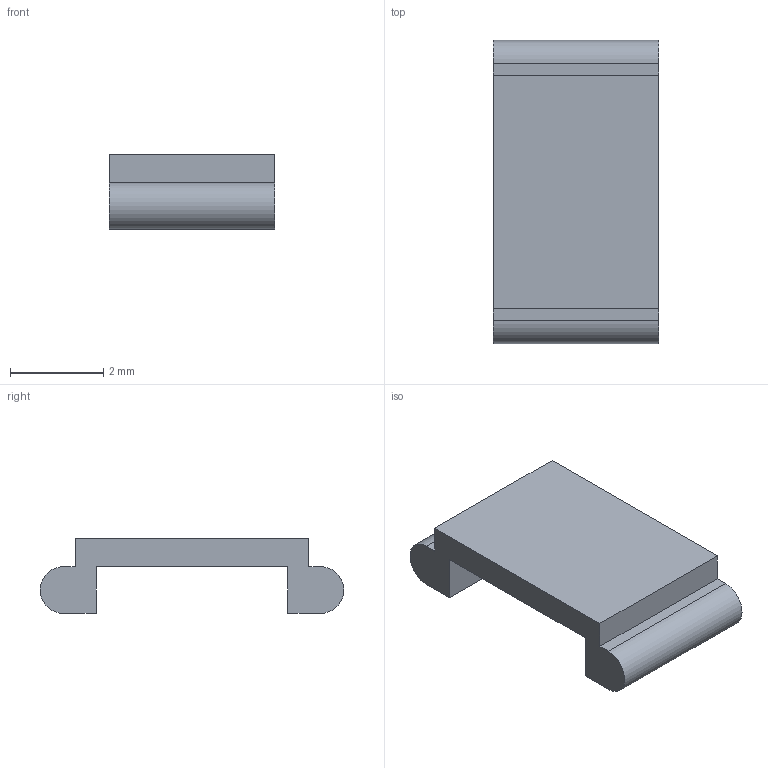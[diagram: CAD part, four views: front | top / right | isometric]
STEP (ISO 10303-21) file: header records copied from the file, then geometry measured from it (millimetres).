
FILE_DESCRIPTION(('Creo Elements/Direct Modeling STEP Export'),'2;1');
FILE_NAME('model.stp','2018-04-04T 8:53:51',(''),(''),'Creo Elements/Direct Modeling STEP processor for AP214 (Solid Model)','Creo Elements/Direct Modeling 18.1I 14-Aug-2016 (C) Parametric Technology GmbH','');
FILE_SCHEMA(('AUTOMOTIVE_DESIGN { 1 0 10303 214 1 1 1 1 }'));
Length unit declared in the file: millimetre
Products named in the file (2): ZBFM_4_WH_UNBEDRUCKT-select
Assembly tree (1 placements, depth 2):
  ZBFM_4_WH_UNBEDRUCKT-select
    ZBFM_4_WH_UNBEDRUCKT-select
Bounding box: 3.55 x 6.5 x 1.6 mm (x, y, z)
Volume: 18.4 mm3; surface area: 71.9 mm2
Topology: 1 solids, 1 shells, 14 faces, 36 edges, 24 vertices
Faces by surface type: plane 12, cylinder 2
Entity records: 581 total; most frequent: CARTESIAN_POINT 76, DIRECTION 72, ORIENTED_EDGE 72, EDGE_CURVE 36, VECTOR 32, LINE 32, VERTEX_POINT 24, AXIS2_PLACEMENT_3D 20
